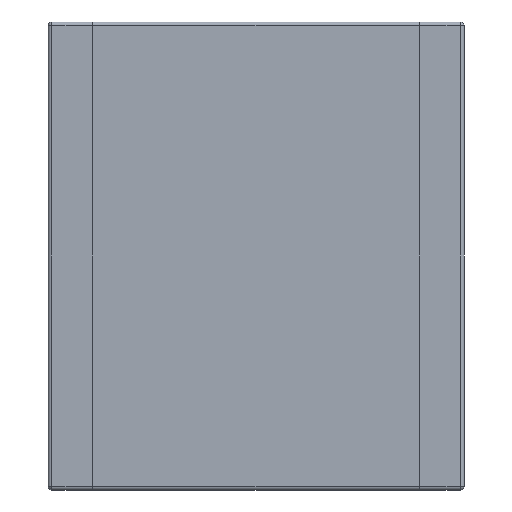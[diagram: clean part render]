
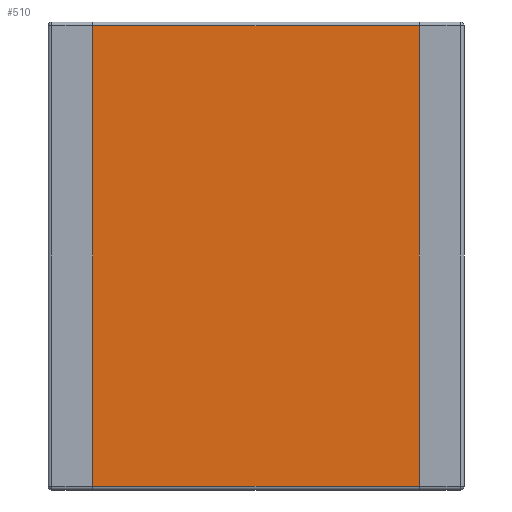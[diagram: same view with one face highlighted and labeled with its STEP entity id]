
A CAD part, front view. The second image highlights one B-rep face of the part: STEP entity #510.
In plain terms, the highlighted planar face has unit normal (0, -1, 0).
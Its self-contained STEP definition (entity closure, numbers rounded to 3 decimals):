
#508 = EDGE_LOOP ( 'NONE', ( #704, #705, #707, #708 ) ) ;
#510 = ADVANCED_FACE ( 'NONE', ( #883 ), #919, .T. ) ;
#516 = EDGE_CURVE ( 'NONE', #566, #578, #965, .T. ) ;
#520 = EDGE_CURVE ( 'NONE', #527, #644, #961, .T. ) ;
#527 = VERTEX_POINT ( 'NONE', #982 ) ;
#566 = VERTEX_POINT ( 'NONE', #1078 ) ;
#578 = VERTEX_POINT ( 'NONE', #1146 ) ;
#644 = VERTEX_POINT ( 'NONE', #1355 ) ;
#704 = ORIENTED_EDGE ( 'NONE', *, *, #520, .F. ) ;
#705 = ORIENTED_EDGE ( 'NONE', *, *, #706, .T. ) ;
#706 = EDGE_CURVE ( 'NONE', #527, #578, #1554, .T. ) ;
#707 = ORIENTED_EDGE ( 'NONE', *, *, #516, .F. ) ;
#708 = ORIENTED_EDGE ( 'NONE', *, *, #709, .T. ) ;
#709 = EDGE_CURVE ( 'NONE', #566, #644, #1550, .T. ) ;
#883 = FACE_OUTER_BOUND ( 'NONE', #508, .T. ) ;
#915 = DIRECTION ( 'NONE',  ( 0., 0., -1. ) ) ;
#916 = DIRECTION ( 'NONE',  ( 0., -1., 0. ) ) ;
#917 = CARTESIAN_POINT ( 'NONE',  ( 2.8, 0., -3.15 ) ) ;
#918 = AXIS2_PLACEMENT_3D ( 'NONE', #917, #916, #915 ) ;
#919 = PLANE ( 'NONE',  #918 ) ;
#958 = DIRECTION ( 'NONE',  ( 0., 0., 1. ) ) ;
#959 = VECTOR ( 'NONE', #958, 1000. ) ;
#960 = CARTESIAN_POINT ( 'NONE',  ( -2.2, 0., -3.15 ) ) ;
#961 = LINE ( 'NONE', #960, #959 ) ;
#962 = DIRECTION ( 'NONE',  ( 0., 0., -1. ) ) ;
#963 = VECTOR ( 'NONE', #962, 1000. ) ;
#964 = CARTESIAN_POINT ( 'NONE',  ( 2.2, 0., -3.15 ) ) ;
#965 = LINE ( 'NONE', #964, #963 ) ;
#982 = CARTESIAN_POINT ( 'NONE',  ( -2.2, 0., -3.1 ) ) ;
#1078 = CARTESIAN_POINT ( 'NONE',  ( 2.2, 0., 3.1 ) ) ;
#1146 = CARTESIAN_POINT ( 'NONE',  ( 2.2, 0., -3.1 ) ) ;
#1355 = CARTESIAN_POINT ( 'NONE',  ( -2.2, 0., 3.1 ) ) ;
#1547 = DIRECTION ( 'NONE',  ( -1., 0., 0. ) ) ;
#1548 = VECTOR ( 'NONE', #1547, 1000. ) ;
#1549 = CARTESIAN_POINT ( 'NONE',  ( -2.8, 0., 3.1 ) ) ;
#1550 = LINE ( 'NONE', #1549, #1548 ) ;
#1551 = DIRECTION ( 'NONE',  ( 1., 0., 0. ) ) ;
#1552 = VECTOR ( 'NONE', #1551, 1000. ) ;
#1553 = CARTESIAN_POINT ( 'NONE',  ( 2.8, 0., -3.1 ) ) ;
#1554 = LINE ( 'NONE', #1553, #1552 ) ;
